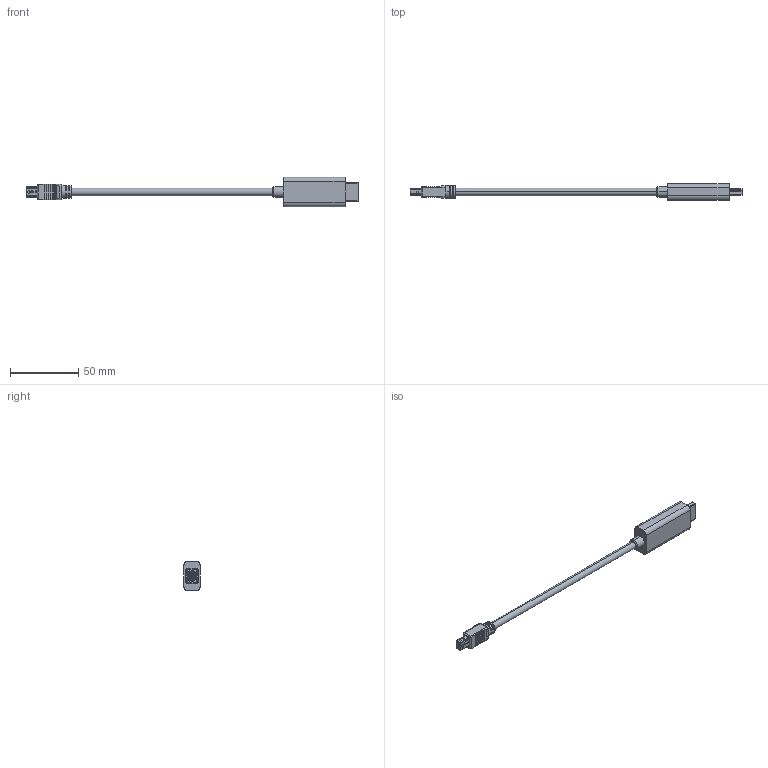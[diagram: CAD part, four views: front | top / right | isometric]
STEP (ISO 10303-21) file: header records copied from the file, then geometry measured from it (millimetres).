
FILE_DESCRIPTION (( 'STEP AP214' ), '1' );
FILE_NAME ('VPA00005_3D.STEP', '2020-10-01T13:05:58', ( '' ), ( '' ), 'SwSTEP 2.0', 'SolidWorks 2018', '' );
FILE_SCHEMA (( 'AUTOMOTIVE_DESIGN' ));
Length unit declared in the file: inch
Products named in the file (9): VPA00005-MA1_UL 20276 CABLE; VPA00003-MA1; 1AH05-002_CRIMPED; 1AH05-002-MA1___; VPA00005-MA2_NO LOGO; VPA00005_3D; 1AH05-002-MA3_CRIMPED; 1AH05-002-MA2_CRIMPED
Assembly tree (8 placements, depth 4):
  VPA00005_3D
    VPA00005-MA1_UL 20276 CABLE
    VPA00005-MA2_NO LOGO
    VPA00003-MA1
      VPA00003-MA1
      1AH05-002_CRIMPED
        1AH05-002-MA2_CRIMPED
        1AH05-002-MA1___
        1AH05-002-MA3_CRIMPED
Bounding box: 242.83 x 11.94 x 21.34 mm (x, y, z)
Volume: 18746.6 mm3; surface area: 13001.9 mm2
Topology: 50 solids, 50 shells, 3906 faces, 10573 edges, 6951 vertices
Faces by surface type: plane 3145, cylinder 675, bspline 38, torus 36, sphere 12
Entity records: 143237 total; most frequent: CARTESIAN_POINT 24024, ORIENTED_EDGE 21114, DIRECTION 19579, EDGE_CURVE 10557, VECTOR 8971, LINE 8971, VERTEX_POINT 6951, AXIS2_PLACEMENT_3D 5304
